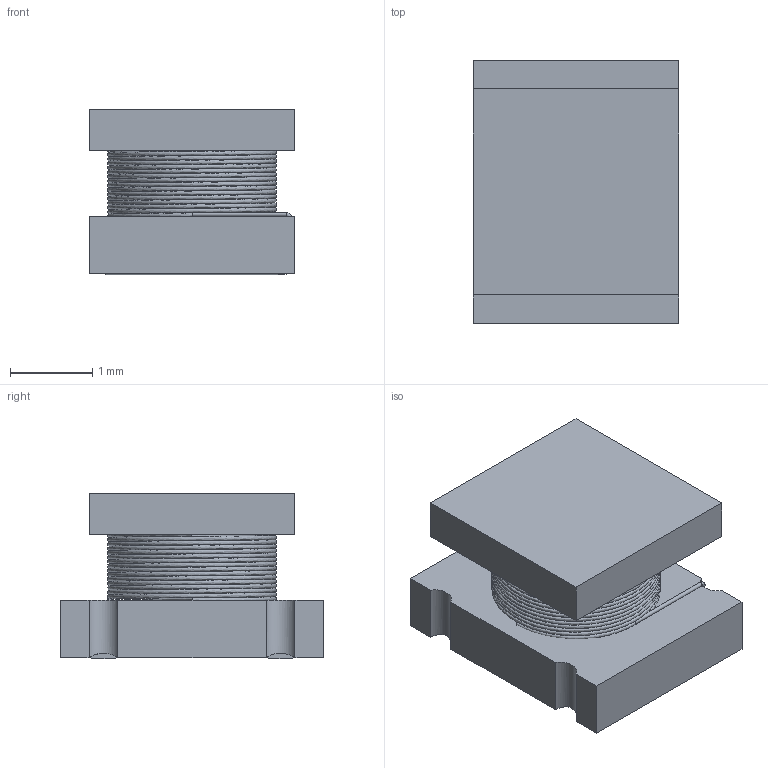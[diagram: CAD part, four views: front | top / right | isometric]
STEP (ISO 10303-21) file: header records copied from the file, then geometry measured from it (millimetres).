
FILE_DESCRIPTION(/* description */ (''),/* implementation_level */ '2;1');
FILE_NAME(/* name */ '82473C.step',/* time_stamp */ '2024-02-29T15:03:26+02:00',/* author */ (''),/* organization */ (''),/* preprocessor_version */ 'ST-DEVELOPER v20',/* originating_system */ 'Autodesk Translation Framework v12.20.1.177',/* authorisation */ '');
FILE_SCHEMA (('AUTOMOTIVE_DESIGN { 1 0 10303 214 3 1 1 }'));
Length unit declared in the file: millimetre
Products named in the file (1): 82473C
Bounding box: 2.5 x 3.2 x 2.01 mm (x, y, z)
Volume: 8.9 mm3; surface area: 60.1 mm2
Topology: 7 solids, 7 shells, 49 faces, 97 edges, 62 vertices
Faces by surface type: plane 28, cylinder 14, torus 4, bspline 3
Full cylindrical faces by diameter (mm): 0.05 x6
Entity records: 2638 total; most frequent: CARTESIAN_POINT 1561, DIRECTION 216, ORIENTED_EDGE 194, EDGE_CURVE 97, AXIS2_PLACEMENT_3D 81, VERTEX_POINT 62, LINE 54, VECTOR 54
